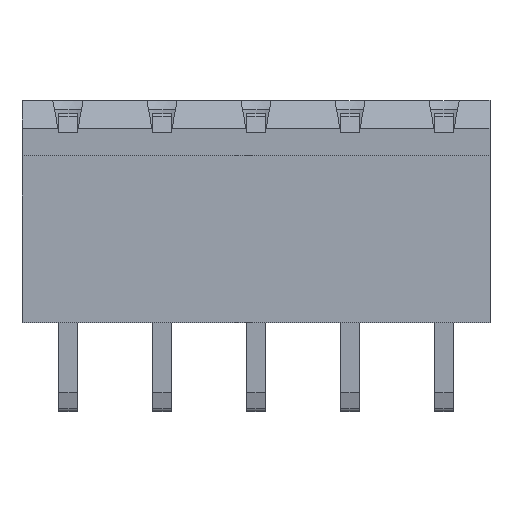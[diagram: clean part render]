
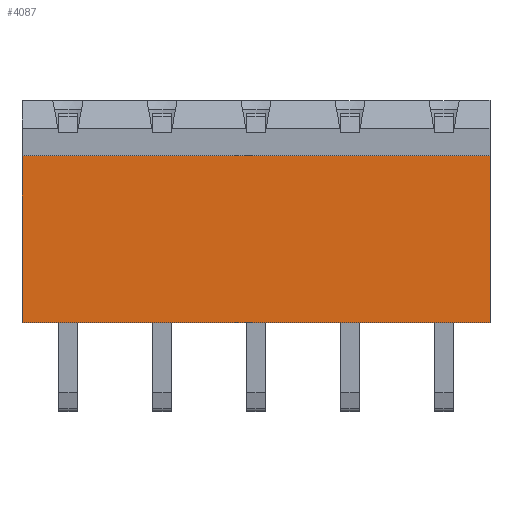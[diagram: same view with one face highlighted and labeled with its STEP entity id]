
A CAD part, top view. The second image highlights one B-rep face of the part: STEP entity #4087.
In plain terms, the highlighted planar face has unit normal (0, 0, 1).
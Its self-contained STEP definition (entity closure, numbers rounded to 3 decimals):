
#202 = DIRECTION ( 'NONE',  ( 0., -1., 0. ) ) ;
#532 = CARTESIAN_POINT ( 'NONE',  ( 25.29, 0., 0. ) ) ;
#584 = DIRECTION ( 'NONE',  ( -1., 0., 0. ) ) ;
#621 = ORIENTED_EDGE ( 'NONE', *, *, #2808, .T. ) ;
#1142 = CARTESIAN_POINT ( 'NONE',  ( 0., 0., 0. ) ) ;
#1228 = VECTOR ( 'NONE', #1668, 1000. ) ;
#1230 = DIRECTION ( 'NONE',  ( 0., -1., 0. ) ) ;
#1239 = CARTESIAN_POINT ( 'NONE',  ( 25.29, 9.01, 0. ) ) ;
#1246 = LINE ( 'NONE', #1483, #1228 ) ;
#1266 = VERTEX_POINT ( 'NONE', #2703 ) ;
#1363 = VECTOR ( 'NONE', #1230, 1000. ) ;
#1455 = LINE ( 'NONE', #1239, #1363 ) ;
#1483 = CARTESIAN_POINT ( 'NONE',  ( 25.29, 9.01, 0. ) ) ;
#1541 = VERTEX_POINT ( 'NONE', #7315 ) ;
#1668 = DIRECTION ( 'NONE',  ( -1., 0., 0. ) ) ;
#1678 = LINE ( 'NONE', #532, #1786 ) ;
#1700 = VECTOR ( 'NONE', #202, 1000. ) ;
#1758 = LINE ( 'NONE', #2986, #1700 ) ;
#1786 = VECTOR ( 'NONE', #584, 1000. ) ;
#2162 = CARTESIAN_POINT ( 'NONE',  ( 25.29, 9.01, 0. ) ) ;
#2495 = VERTEX_POINT ( 'NONE', #2162 ) ;
#2596 = EDGE_CURVE ( 'NONE', #1266, #4838, #1758, .T. ) ;
#2642 = EDGE_CURVE ( 'NONE', #1541, #4838, #1678, .T. ) ;
#2703 = CARTESIAN_POINT ( 'NONE',  ( 0., 9.01, 0. ) ) ;
#2756 = EDGE_CURVE ( 'NONE', #2495, #1541, #1455, .T. ) ;
#2808 = EDGE_CURVE ( 'NONE', #2495, #1266, #1246, .T. ) ;
#2986 = CARTESIAN_POINT ( 'NONE',  ( 0., 9.01, 0. ) ) ;
#4087 = ADVANCED_FACE ( 'NONE', ( #7486 ), #6894, .F. ) ;
#4308 = AXIS2_PLACEMENT_3D ( 'NONE', #7139, #6888, #6882 ) ;
#4838 = VERTEX_POINT ( 'NONE', #1142 ) ;
#5475 = EDGE_LOOP ( 'NONE', ( #8377, #8473, #8479, #621 ) ) ;
#6882 = DIRECTION ( 'NONE',  ( 0., 1., 0. ) ) ;
#6888 = DIRECTION ( 'NONE',  ( 0., 0., -1. ) ) ;
#6894 = PLANE ( 'NONE',  #4308 ) ;
#7139 = CARTESIAN_POINT ( 'NONE',  ( 25.29, 9.01, 0. ) ) ;
#7315 = CARTESIAN_POINT ( 'NONE',  ( 25.29, 0., 0. ) ) ;
#7486 = FACE_OUTER_BOUND ( 'NONE', #5475, .T. ) ;
#8377 = ORIENTED_EDGE ( 'NONE', *, *, #2596, .T. ) ;
#8473 = ORIENTED_EDGE ( 'NONE', *, *, #2642, .F. ) ;
#8479 = ORIENTED_EDGE ( 'NONE', *, *, #2756, .F. ) ;
